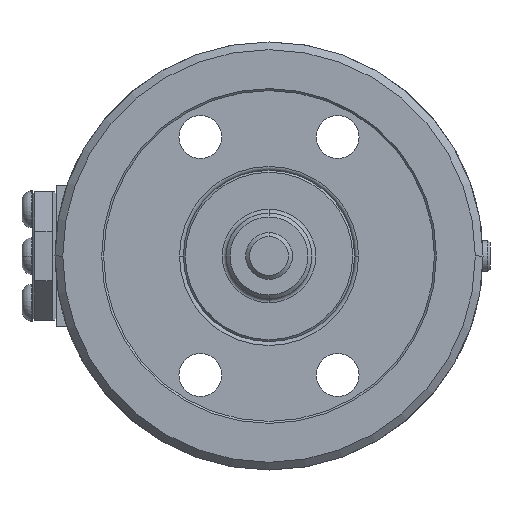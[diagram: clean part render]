
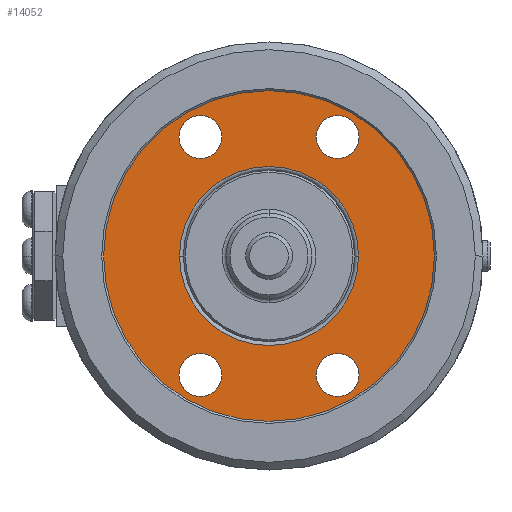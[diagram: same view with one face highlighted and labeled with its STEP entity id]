
A CAD part, left-side view. The second image highlights one B-rep face of the part: STEP entity #14052.
In plain terms, the highlighted planar face has unit normal (-1, 0, 0).
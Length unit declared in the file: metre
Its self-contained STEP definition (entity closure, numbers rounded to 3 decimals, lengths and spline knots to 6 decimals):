
#23 = ORIENTED_EDGE ( 'NONE', *, *, #3291, .T. ) ;
#28 = EDGE_LOOP ( 'NONE', ( #13838, #6278 ) ) ;
#226 = DIRECTION ( 'NONE',  ( 1., 0., 0. ) ) ;
#308 = CARTESIAN_POINT ( 'NONE',  ( 0.004, 0.01765, 0.036071 ) ) ;
#347 = AXIS2_PLACEMENT_3D ( 'NONE', #7733, #226, #9000 ) ;
#479 = DIRECTION ( 'NONE',  ( 0., -1., 0. ) ) ;
#913 = DIRECTION ( 'NONE',  ( 0., 1., 0. ) ) ;
#926 = CIRCLE ( 'NONE', #347, 0.023 ) ;
#939 = ORIENTED_EDGE ( 'NONE', *, *, #8332, .T. ) ;
#1451 = CARTESIAN_POINT ( 'NONE',  ( 0.004, -0.023, 0. ) ) ;
#1532 = CIRCLE ( 'NONE', #11755, 0.0055 ) ;
#2017 = EDGE_LOOP ( 'NONE', ( #15337, #11053 ) ) ;
#2263 = CARTESIAN_POINT ( 'NONE',  ( 0.004, -0.01765, 0.030571 ) ) ;
#2529 = DIRECTION ( 'NONE',  ( 1., 0., 0. ) ) ;
#2607 = CIRCLE ( 'NONE', #8992, 0.0055 ) ;
#2654 = DIRECTION ( 'NONE',  ( 1., 0., 0. ) ) ;
#3161 = CARTESIAN_POINT ( 'NONE',  ( 0.004, 0.01765, -0.025071 ) ) ;
#3291 = EDGE_CURVE ( 'NONE', #7938, #5157, #1532, .T. ) ;
#3504 = DIRECTION ( 'NONE',  ( 0., 1., 0. ) ) ;
#3576 = CIRCLE ( 'NONE', #6234, 0.0425 ) ;
#3626 = CIRCLE ( 'NONE', #9777, 0.0055 ) ;
#3741 = DIRECTION ( 'NONE',  ( 0., 1., 0. ) ) ;
#4028 = CIRCLE ( 'NONE', #4427, 0.0425 ) ;
#4198 = CIRCLE ( 'NONE', #6043, 0.0055 ) ;
#4231 = ORIENTED_EDGE ( 'NONE', *, *, #12810, .T. ) ;
#4318 = DIRECTION ( 'NONE',  ( 1., 0., 0. ) ) ;
#4427 = AXIS2_PLACEMENT_3D ( 'NONE', #15455, #7978, #479 ) ;
#4481 = CARTESIAN_POINT ( 'NONE',  ( 0.004, -0.01765, -0.036071 ) ) ;
#4782 = DIRECTION ( 'NONE',  ( -1., 0., 0. ) ) ;
#4808 = FACE_OUTER_BOUND ( 'NONE', #28, .T. ) ;
#5056 = EDGE_CURVE ( 'NONE', #14665, #12256, #11382, .T. ) ;
#5119 = VERTEX_POINT ( 'NONE', #9366 ) ;
#5130 = CARTESIAN_POINT ( 'NONE',  ( 0.004, 0.0425, 0. ) ) ;
#5157 = VERTEX_POINT ( 'NONE', #14387 ) ;
#5600 = CARTESIAN_POINT ( 'NONE',  ( 0.004, -0.0425, 0. ) ) ;
#5946 = AXIS2_PLACEMENT_3D ( 'NONE', #14040, #6576, #15307 ) ;
#5947 = CARTESIAN_POINT ( 'NONE',  ( 0.004, -0.01765, -0.025071 ) ) ;
#6003 = FACE_BOUND ( 'NONE', #10400, .T. ) ;
#6043 = AXIS2_PLACEMENT_3D ( 'NONE', #2263, #11035, #3504 ) ;
#6089 = CARTESIAN_POINT ( 'NONE',  ( 0.004, -0.01765, 0.036071 ) ) ;
#6163 = CIRCLE ( 'NONE', #5946, 0.0055 ) ;
#6229 = CARTESIAN_POINT ( 'NONE',  ( 0.004, 0.0425, 0. ) ) ;
#6234 = AXIS2_PLACEMENT_3D ( 'NONE', #12283, #4782, #13527 ) ;
#6278 = ORIENTED_EDGE ( 'NONE', *, *, #13648, .T. ) ;
#6381 = CARTESIAN_POINT ( 'NONE',  ( 0.004, 0.01765, 0.025071 ) ) ;
#6502 = CARTESIAN_POINT ( 'NONE',  ( 0.004, 0.01765, -0.030571 ) ) ;
#6521 = AXIS2_PLACEMENT_3D ( 'NONE', #10166, #2654, #11425 ) ;
#6566 = CARTESIAN_POINT ( 'NONE',  ( 0.004, -0.01765, -0.030571 ) ) ;
#6576 = DIRECTION ( 'NONE',  ( 1., 0., 0. ) ) ;
#6697 = CARTESIAN_POINT ( 'NONE',  ( 0.004, 0.01765, 0.030571 ) ) ;
#7160 = AXIS2_PLACEMENT_3D ( 'NONE', #6502, #15231, #7755 ) ;
#7733 = CARTESIAN_POINT ( 'NONE',  ( 0.004, 0., 0. ) ) ;
#7755 = DIRECTION ( 'NONE',  ( 0., 1., 0. ) ) ;
#7819 = DIRECTION ( 'NONE',  ( 0., 1., 0. ) ) ;
#7938 = VERTEX_POINT ( 'NONE', #3161 ) ;
#7947 = DIRECTION ( 'NONE',  ( 0., 1., 0. ) ) ;
#7978 = DIRECTION ( 'NONE',  ( -1., 0., 0. ) ) ;
#8133 = FACE_BOUND ( 'NONE', #12998, .T. ) ;
#8159 = CIRCLE ( 'NONE', #7160, 0.0055 ) ;
#8332 = EDGE_CURVE ( 'NONE', #9693, #5119, #8367, .T. ) ;
#8367 = CIRCLE ( 'NONE', #6521, 0.023 ) ;
#8418 = DIRECTION ( 'NONE',  ( 1., 0., 0. ) ) ;
#8751 = PLANE ( 'NONE',  #15029 ) ;
#8992 = AXIS2_PLACEMENT_3D ( 'NONE', #15881, #8418, #913 ) ;
#9000 = DIRECTION ( 'NONE',  ( 0., 1., 0. ) ) ;
#9214 = EDGE_CURVE ( 'NONE', #10771, #10018, #3626, .T. ) ;
#9366 = CARTESIAN_POINT ( 'NONE',  ( 0.004, 0.023, 0. ) ) ;
#9693 = VERTEX_POINT ( 'NONE', #1451 ) ;
#9777 = AXIS2_PLACEMENT_3D ( 'NONE', #6566, #15296, #7819 ) ;
#9817 = EDGE_LOOP ( 'NONE', ( #11961, #12244 ) ) ;
#10018 = VERTEX_POINT ( 'NONE', #4481 ) ;
#10056 = CARTESIAN_POINT ( 'NONE',  ( 0.004, -0.01765, -0.030571 ) ) ;
#10100 = ORIENTED_EDGE ( 'NONE', *, *, #9214, .T. ) ;
#10166 = CARTESIAN_POINT ( 'NONE',  ( 0.004, 0., 0. ) ) ;
#10260 = AXIS2_PLACEMENT_3D ( 'NONE', #6697, #15421, #7947 ) ;
#10400 = EDGE_LOOP ( 'NONE', ( #11407, #23 ) ) ;
#10771 = VERTEX_POINT ( 'NONE', #5947 ) ;
#10841 = EDGE_CURVE ( 'NONE', #14919, #12156, #3576, .T. ) ;
#11035 = DIRECTION ( 'NONE',  ( 1., 0., 0. ) ) ;
#11053 = ORIENTED_EDGE ( 'NONE', *, *, #14452, .T. ) ;
#11263 = DIRECTION ( 'NONE',  ( 1., 0., 0. ) ) ;
#11302 = DIRECTION ( 'NONE',  ( 0., 1., 0. ) ) ;
#11382 = CIRCLE ( 'NONE', #10260, 0.0055 ) ;
#11407 = ORIENTED_EDGE ( 'NONE', *, *, #12203, .T. ) ;
#11425 = DIRECTION ( 'NONE',  ( 0., 1., 0. ) ) ;
#11481 = FACE_BOUND ( 'NONE', #9817, .T. ) ;
#11755 = AXIS2_PLACEMENT_3D ( 'NONE', #11842, #4318, #13078 ) ;
#11842 = CARTESIAN_POINT ( 'NONE',  ( 0.004, 0.01765, -0.030571 ) ) ;
#11860 = FACE_BOUND ( 'NONE', #15836, .T. ) ;
#11961 = ORIENTED_EDGE ( 'NONE', *, *, #5056, .T. ) ;
#12156 = VERTEX_POINT ( 'NONE', #5130 ) ;
#12203 = EDGE_CURVE ( 'NONE', #5157, #7938, #8159, .T. ) ;
#12244 = ORIENTED_EDGE ( 'NONE', *, *, #15618, .T. ) ;
#12245 = CIRCLE ( 'NONE', #12737, 0.0055 ) ;
#12256 = VERTEX_POINT ( 'NONE', #308 ) ;
#12283 = CARTESIAN_POINT ( 'NONE',  ( 0.004, 0., 0. ) ) ;
#12683 = CARTESIAN_POINT ( 'NONE',  ( 0.004, -0.01765, 0.025071 ) ) ;
#12737 = AXIS2_PLACEMENT_3D ( 'NONE', #10056, #2529, #11302 ) ;
#12810 = EDGE_CURVE ( 'NONE', #5119, #9693, #926, .T. ) ;
#12957 = ORIENTED_EDGE ( 'NONE', *, *, #14596, .T. ) ;
#12998 = EDGE_LOOP ( 'NONE', ( #4231, #939 ) ) ;
#13078 = DIRECTION ( 'NONE',  ( 0., 1., 0. ) ) ;
#13325 = VERTEX_POINT ( 'NONE', #6089 ) ;
#13503 = VERTEX_POINT ( 'NONE', #12683 ) ;
#13527 = DIRECTION ( 'NONE',  ( 0., -1., 0. ) ) ;
#13648 = EDGE_CURVE ( 'NONE', #12156, #14919, #4028, .T. ) ;
#13838 = ORIENTED_EDGE ( 'NONE', *, *, #10841, .T. ) ;
#14040 = CARTESIAN_POINT ( 'NONE',  ( 0.004, -0.01765, 0.030571 ) ) ;
#14052 = ADVANCED_FACE ( 'NONE', ( #6003, #11860, #14790, #11481, #8133, #4808 ), #8751, .F. ) ;
#14387 = CARTESIAN_POINT ( 'NONE',  ( 0.004, 0.01765, -0.036071 ) ) ;
#14452 = EDGE_CURVE ( 'NONE', #13325, #13503, #4198, .T. ) ;
#14596 = EDGE_CURVE ( 'NONE', #10018, #10771, #12245, .T. ) ;
#14665 = VERTEX_POINT ( 'NONE', #6381 ) ;
#14790 = FACE_BOUND ( 'NONE', #2017, .T. ) ;
#14919 = VERTEX_POINT ( 'NONE', #5600 ) ;
#15029 = AXIS2_PLACEMENT_3D ( 'NONE', #6229, #11263, #3741 ) ;
#15231 = DIRECTION ( 'NONE',  ( 1., 0., 0. ) ) ;
#15296 = DIRECTION ( 'NONE',  ( 1., 0., 0. ) ) ;
#15307 = DIRECTION ( 'NONE',  ( 0., 1., 0. ) ) ;
#15337 = ORIENTED_EDGE ( 'NONE', *, *, #15349, .T. ) ;
#15349 = EDGE_CURVE ( 'NONE', #13503, #13325, #6163, .T. ) ;
#15421 = DIRECTION ( 'NONE',  ( 1., 0., 0. ) ) ;
#15455 = CARTESIAN_POINT ( 'NONE',  ( 0.004, 0., 0. ) ) ;
#15618 = EDGE_CURVE ( 'NONE', #12256, #14665, #2607, .T. ) ;
#15836 = EDGE_LOOP ( 'NONE', ( #12957, #10100 ) ) ;
#15881 = CARTESIAN_POINT ( 'NONE',  ( 0.004, 0.01765, 0.030571 ) ) ;
